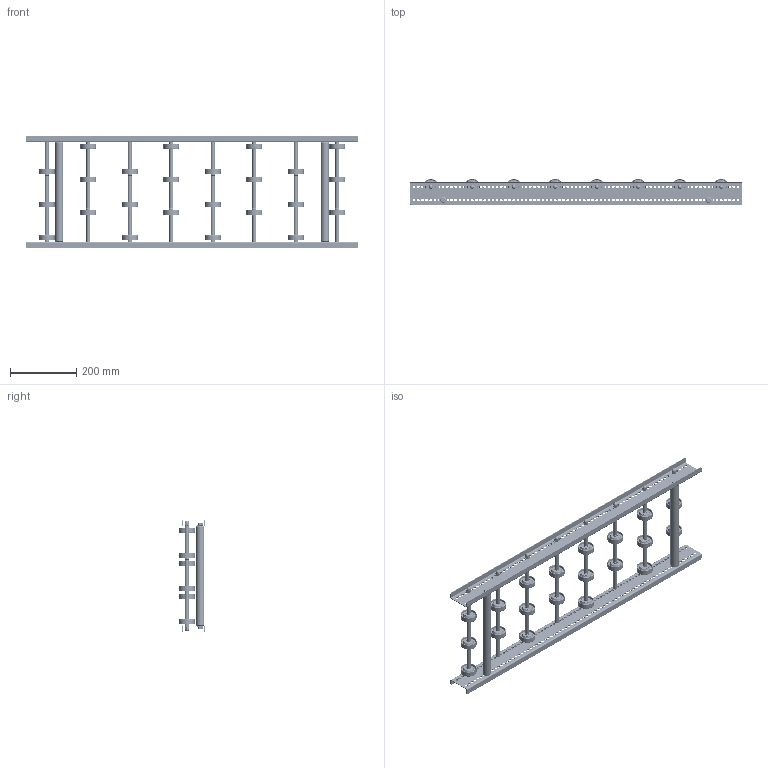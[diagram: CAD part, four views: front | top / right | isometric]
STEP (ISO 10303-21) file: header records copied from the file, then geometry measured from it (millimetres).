
FILE_DESCRIPTION (( 'STEP AP214' ), '1' );
FILE_NAME ('0052288.step', '2021-10-26T13:13:15', ( '' ), ( '' ), 'SwSTEP 2.0', 'SolidWorks 2020', '' );
FILE_SCHEMA (( 'AUTOMOTIVE_DESIGN' ));
Length unit declared in the file: millimetre
Products named in the file (9): S106837_Gewindestange-M8-KFG_L320; Profil_LRB-20x70x20x2_KFG_S100200_U-PROFIL-20-70-20-2-LRB-L=1000; 0046278_KB-ROHR-12X1,75mm_KFG_L76; Hutmutter_DIN_1587_M8; S100994_Sperrzahnschraube_M08x16-8.8-A2K; Röllchenachse-für-Konfiguration_EL300; Traversen_KFG_L300; 0011532_2300-48-8; 0052288
Assembly tree (39 placements, depth 3):
  0052288
    Profil_LRB-20x70x20x2_KFG_S100200_U-PROFIL-20-70-20-2-LRB-L=1000  x2
    S100994_Sperrzahnschraube_M08x16-8.8-A2K  x4
    Traversen_KFG_L300  x2
    Röllchenachse-für-Konfiguration_EL300  x8
      S106837_Gewindestange-M8-KFG_L320
      0011532_2300-48-8
      0046278_KB-ROHR-12X1,75mm_KFG_L76
    Hutmutter_DIN_1587_M8  x16
Bounding box: 1000 x 78.96 x 340 mm (x, y, z)
Volume: 1169759.2 mm3; surface area: 939710.6 mm2
Topology: 84 solids, 84 shells, 3224 faces, 7232 edges, 4376 vertices
Faces by surface type: cylinder 1296, torus 784, plane 576, cone 552, bspline 16
Entity records: 18246 total; most frequent: DIRECTION 3267, CARTESIAN_POINT 3227, ORIENTED_EDGE 2736, AXIS2_PLACEMENT_3D 1418, EDGE_CURVE 1368, VERTEX_POINT 882, EDGE_LOOP 858, CIRCLE 857
